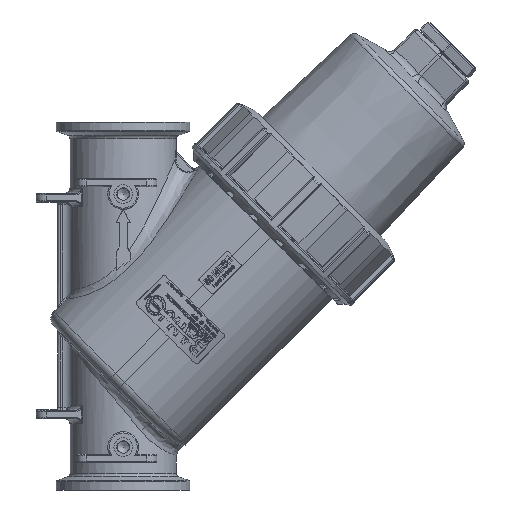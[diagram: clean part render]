
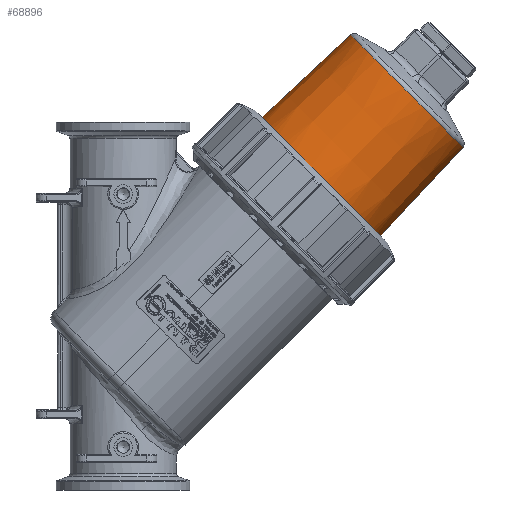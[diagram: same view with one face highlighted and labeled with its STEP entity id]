
A CAD part, left-side view. The second image highlights one B-rep face of the part: STEP entity #68896.
In plain terms, the highlighted conical face has half-angle 2 degrees and reference radius 50.87 mm.
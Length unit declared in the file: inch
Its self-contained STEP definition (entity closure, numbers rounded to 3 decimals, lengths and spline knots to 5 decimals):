
#7353=FACE_OUTER_BOUND('',#11323,.T.);
#11323=EDGE_LOOP('',(#50680,#50681,#50682,#50683,#50684));
#15130=CIRCLE('',#73716,1.94638);
#15132=CIRCLE('',#73718,1.94638);
#16477=B_SPLINE_CURVE_WITH_KNOTS('',3,(#107717,#107718,#107719,#107720,
#107721,#107722,#107723,#107724,#107725,#107726,#107727,#107728,#107729,
#107730,#107731,#107732,#107733,#107734,#107735,#107736,#107737,#107738,
#107739,#107740,#107741,#107742,#107743,#107744,#107745,#107746,#107747,
#107748,#107749,#107750,#107751,#107752,#107753,#107754,#107755,#107756,
#107757,#107758),.UNSPECIFIED.,.T.,.F.,(4,1,1,1,1,1,1,1,1,1,1,1,1,1,1,1,
1,1,1,1,1,1,1,1,1,1,1,1,1,1,1,1,1,1,1,1,1,1,1,4),(-68.17886,-67.26575,
-66.96138,-65.7439,-64.52642,-64.37424,
-63.91768,-63.30894,-62.09146,-61.78709,
-61.68564,-60.06233,-59.25068,-58.43903,
-58.23611,-57.62737,-56.81572,-56.00407,
-55.80115,-55.19241,-53.56911,-52.75745,
-51.13415,-50.32249,-49.51084,-48.69919,
-47.07588,-46.26423,-45.45258,-43.82927,
-43.01762,-42.20596,-40.58266,-39.771,
-38.95935,-37.74187,-36.52439,-35.91565,
-35.30691,-34.08943),.UNSPECIFIED.);
#20841=LINE('',#107759,#25487);
#25487=VECTOR('',#80187,2.00276);
#30587=VERTEX_POINT('',#107710);
#30588=VERTEX_POINT('',#107711);
#30589=VERTEX_POINT('',#107716);
#38234=EDGE_CURVE('',#30587,#30588,#15130,.T.);
#38236=EDGE_CURVE('',#30588,#30587,#15132,.T.);
#38237=EDGE_CURVE('',#30589,#30589,#16477,.T.);
#38238=EDGE_CURVE('',#30589,#30587,#20841,.T.);
#50680=ORIENTED_EDGE('',*,*,#38237,.F.);
#50681=ORIENTED_EDGE('',*,*,#38238,.T.);
#50682=ORIENTED_EDGE('',*,*,#38236,.F.);
#50683=ORIENTED_EDGE('',*,*,#38234,.F.);
#50684=ORIENTED_EDGE('',*,*,#38238,.F.);
#68150=CONICAL_SURFACE('',#73719,2.00276,0.035);
#68896=ADVANCED_FACE('',(#7353),#68150,.T.);
#73716=AXIS2_PLACEMENT_3D('',#107712,#80179,#80180);
#73718=AXIS2_PLACEMENT_3D('',#107714,#80183,#80184);
#73719=AXIS2_PLACEMENT_3D('',#107715,#80185,#80186);
#80179=DIRECTION('center_axis',(0.,-1.,0.));
#80180=DIRECTION('ref_axis',(1.,0.,0.));
#80183=DIRECTION('center_axis',(0.,-1.,0.));
#80184=DIRECTION('ref_axis',(1.,0.,0.));
#80185=DIRECTION('center_axis',(0.,1.,0.));
#80186=DIRECTION('ref_axis',(-1.,0.,0.));
#80187=DIRECTION('',(-0.035,-0.999,0.));
#107710=CARTESIAN_POINT('',(1.94638,-4.06081,0.));
#107711=CARTESIAN_POINT('',(0.,-4.06081,-1.94638));
#107712=CARTESIAN_POINT('Origin',(0.,-4.06081,0.));
#107714=CARTESIAN_POINT('Origin',(0.,-4.06081,0.));
#107715=CARTESIAN_POINT('Origin',(0.,-2.4465,0.));
#107716=CARTESIAN_POINT('',(2.05899,-0.83632,0.));
#107717=CARTESIAN_POINT('Ctrl Pts',(2.05899,-0.83632,
0.));
#107718=CARTESIAN_POINT('Ctrl Pts',(2.05899,-0.83632,
-0.11482));
#107719=CARTESIAN_POINT('Ctrl Pts',(2.04611,-0.83632,
-0.26858));
#107720=CARTESIAN_POINT('Ctrl Pts',(1.98639,-0.83632,
-0.56954));
#107721=CARTESIAN_POINT('Ctrl Pts',(1.87249,-0.83632,
-0.8971));
#107722=CARTESIAN_POINT('Ctrl Pts',(1.6978,-0.83632,
-1.17648));
#107723=CARTESIAN_POINT('Ctrl Pts',(1.55084,-0.83632,
-1.35618));
#107724=CARTESIAN_POINT('Ctrl Pts',(1.44665,-0.83632,
-1.46974));
#107725=CARTESIAN_POINT('Ctrl Pts',(1.23262,-0.83632,
-1.6618));
#107726=CARTESIAN_POINT('Ctrl Pts',(1.00177,-0.83632,
-1.80767));
#107727=CARTESIAN_POINT('Ctrl Pts',(0.81417,-0.83632,
-1.89169));
#107728=CARTESIAN_POINT('Ctrl Pts',(0.57796,-0.83632,
-1.98769));
#107729=CARTESIAN_POINT('Ctrl Pts',(0.25933,-0.83632,
-2.06072));
#107730=CARTESIAN_POINT('Ctrl Pts',(-0.15124,-0.83632,
-2.06105));
#107731=CARTESIAN_POINT('Ctrl Pts',(-0.38019,-0.83632,
-2.02703));
#107732=CARTESIAN_POINT('Ctrl Pts',(-0.58068,-0.83632,
-1.9776));
#107733=CARTESIAN_POINT('Ctrl Pts',(-0.77628,-0.83632,
-1.91341));
#107734=CARTESIAN_POINT('Ctrl Pts',(-1.03013,-0.83632,
-1.79156));
#107735=CARTESIAN_POINT('Ctrl Pts',(-1.22285,-0.83632,
-1.66085));
#107736=CARTESIAN_POINT('Ctrl Pts',(-1.38158,-0.83632,
-1.52928));
#107737=CARTESIAN_POINT('Ctrl Pts',(-1.60291,-0.83632,
-1.31741));
#107738=CARTESIAN_POINT('Ctrl Pts',(-1.82377,-0.83632,
-0.99338));
#107739=CARTESIAN_POINT('Ctrl Pts',(-2.01176,-0.83632,
-0.51658));
#107740=CARTESIAN_POINT('Ctrl Pts',(-2.07445,-0.83632,
-0.10327));
#107741=CARTESIAN_POINT('Ctrl Pts',(-2.04401,-0.83632,
0.30488));
#107742=CARTESIAN_POINT('Ctrl Pts',(-1.97497,-0.83632,
0.60872));
#107743=CARTESIAN_POINT('Ctrl Pts',(-1.82595,-0.83632,
0.98984));
#107744=CARTESIAN_POINT('Ctrl Pts',(-1.59055,-0.83632,
1.33564));
#107745=CARTESIAN_POINT('Ctrl Pts',(-1.29053,-0.83632,
1.61419));
#107746=CARTESIAN_POINT('Ctrl Pts',(-0.94816,-0.83632,
1.84797));
#107747=CARTESIAN_POINT('Ctrl Pts',(-0.56417,-0.83632,
1.99893));
#107748=CARTESIAN_POINT('Ctrl Pts',(-0.15437,-0.83632,
2.06088));
#107749=CARTESIAN_POINT('Ctrl Pts',(0.25512,-0.83632,
2.06125));
#107750=CARTESIAN_POINT('Ctrl Pts',(0.66285,-0.83632,
1.96845));
#107751=CARTESIAN_POINT('Ctrl Pts',(1.03167,-0.83632,
1.79066));
#107752=CARTESIAN_POINT('Ctrl Pts',(1.3319,-0.83632,
1.58628));
#107753=CARTESIAN_POINT('Ctrl Pts',(1.62194,-0.83632,
1.29617));
#107754=CARTESIAN_POINT('Ctrl Pts',(1.83014,-0.83632,
0.96558));
#107755=CARTESIAN_POINT('Ctrl Pts',(1.94704,-0.83632,
0.68237));
#107756=CARTESIAN_POINT('Ctrl Pts',(2.03314,-0.83632,
0.38525));
#107757=CARTESIAN_POINT('Ctrl Pts',(2.05899,-0.83632,
0.15309));
#107758=CARTESIAN_POINT('Ctrl Pts',(2.05899,-0.83632,
0.));
#107759=CARTESIAN_POINT('',(2.00276,-2.4465,0.));
